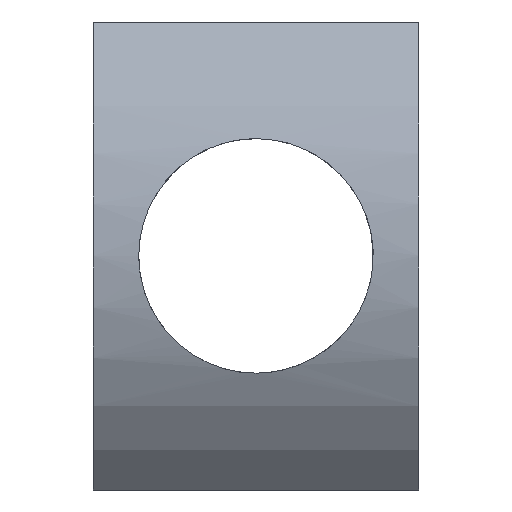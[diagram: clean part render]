
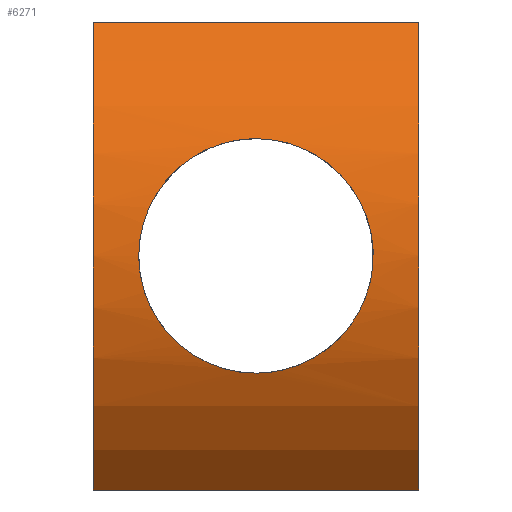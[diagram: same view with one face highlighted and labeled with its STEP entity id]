
A CAD part, top view. The second image highlights one B-rep face of the part: STEP entity #6271.
In plain terms, the highlighted cylindrical face has radius 127 mm (diameter 254 mm), a partial arc.
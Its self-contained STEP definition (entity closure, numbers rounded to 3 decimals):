
#481=LINE('',#11395,#975);
#608=LINE('',#12397,#1102);
#975=VECTOR('',#7249,10.);
#1102=VECTOR('',#7710,10.);
#1255=FACE_BOUND('',#2060,.T.);
#1356=CYLINDRICAL_SURFACE('',#6739,127.);
#1686=FACE_OUTER_BOUND('',#2059,.T.);
#2059=EDGE_LOOP('',(#5818,#5819,#5820,#5821));
#2060=EDGE_LOOP('',(#5822,#5823));
#2199=CIRCLE('',#6703,127.);
#2201=CIRCLE('',#6722,127.);
#2314=B_SPLINE_CURVE_WITH_KNOTS('',3,(#10128,#10129,#10130,#10131,#10132,
#10133,#10134,#10135,#10136,#10137,#10138,#10139,#10140,#10141,#10142,#10143,
#10144,#10145),.UNSPECIFIED.,.F.,.F.,(4,2,2,2,2,2,2,2,4),(0.,0.856,
1.712,2.568,3.424,4.279,5.134,
5.99,6.845),.UNSPECIFIED.);
#2315=B_SPLINE_CURVE_WITH_KNOTS('',3,(#10146,#10147,#10148,#10149,#10150,
#10151,#10152,#10153,#10154,#10155,#10156,#10157,#10158,#10159,#10160,#10161,
#10162,#10163,#10164,#10165,#10166,#10167,#10168,#10169,#10170,#10171,#10172,
#10173,#10174,#10175,#10176,#10177,#10178,#10179,#10180,#10181,#10182,#10183,
#10184,#10185,#10186,#10187,#10188,#10189,#10190,#10191,#10192,#10193,#10194,
#10195),.UNSPECIFIED.,.F.,.F.,(4,2,2,2,2,2,2,2,2,2,2,2,2,2,2,2,2,2,2,2,
2,2,2,2,4),(6.845,7.701,8.556,9.411,
10.267,11.123,11.979,12.834,13.69,
14.546,15.402,16.258,17.114,17.969,
18.825,19.68,20.536,21.391,22.246,
23.102,23.957,24.813,25.669,26.525,
27.381),.UNSPECIFIED.);
#2541=VERTEX_POINT('',#10125);
#2542=VERTEX_POINT('',#10127);
#2789=VERTEX_POINT('',#11392);
#2790=VERTEX_POINT('',#11394);
#2928=VERTEX_POINT('',#12394);
#2929=VERTEX_POINT('',#12396);
#3163=EDGE_CURVE('',#2542,#2541,#2314,.T.);
#3164=EDGE_CURVE('',#2541,#2542,#2315,.T.);
#3525=EDGE_CURVE('',#2790,#2789,#481,.T.);
#3759=EDGE_CURVE('',#2928,#2929,#608,.T.);
#3921=EDGE_CURVE('',#2929,#2789,#2199,.T.);
#3951=EDGE_CURVE('',#2928,#2790,#2201,.T.);
#5818=ORIENTED_EDGE('',*,*,#3951,.T.);
#5819=ORIENTED_EDGE('',*,*,#3525,.T.);
#5820=ORIENTED_EDGE('',*,*,#3921,.F.);
#5821=ORIENTED_EDGE('',*,*,#3759,.F.);
#5822=ORIENTED_EDGE('',*,*,#3163,.T.);
#5823=ORIENTED_EDGE('',*,*,#3164,.T.);
#6271=ADVANCED_FACE('',(#1686,#1255),#1356,.T.);
#6703=AXIS2_PLACEMENT_3D('',#13219,#8031,#8032);
#6722=AXIS2_PLACEMENT_3D('',#13281,#8097,#8098);
#6739=AXIS2_PLACEMENT_3D('',#13314,#8142,#8143);
#7249=DIRECTION('',(1.,0.,0.));
#7710=DIRECTION('',(1.,0.,0.));
#8031=DIRECTION('center_axis',(1.,0.,0.));
#8032=DIRECTION('ref_axis',(0.,1.,0.));
#8097=DIRECTION('center_axis',(1.,0.,0.));
#8098=DIRECTION('ref_axis',(0.,1.,0.));
#8142=DIRECTION('center_axis',(1.,0.,0.));
#8143=DIRECTION('ref_axis',(0.,1.,0.));
#10125=CARTESIAN_POINT('',(17.5,0.,127.));
#10127=CARTESIAN_POINT('',(62.5,-45.,118.76));
#10128=CARTESIAN_POINT('Ctrl Pts',(62.5,-45.,118.76));
#10129=CARTESIAN_POINT('Ctrl Pts',(59.647,-45.,118.76));
#10130=CARTESIAN_POINT('Ctrl Pts',(56.705,-44.724,118.866));
#10131=CARTESIAN_POINT('Ctrl Pts',(50.871,-43.573,119.293));
#10132=CARTESIAN_POINT('Ctrl Pts',(47.978,-42.698,119.613));
#10133=CARTESIAN_POINT('Ctrl Pts',(42.443,-40.394,120.411));
#10134=CARTESIAN_POINT('Ctrl Pts',(39.796,-38.964,120.887));
#10135=CARTESIAN_POINT('Ctrl Pts',(34.907,-35.669,121.9));
#10136=CARTESIAN_POINT('Ctrl Pts',(32.665,-33.804,122.436));
#10137=CARTESIAN_POINT('Ctrl Pts',(28.697,-29.837,123.462));
#10138=CARTESIAN_POINT('Ctrl Pts',(26.832,-27.595,123.991));
#10139=CARTESIAN_POINT('Ctrl Pts',(23.536,-22.705,124.979));
#10140=CARTESIAN_POINT('Ctrl Pts',(22.106,-20.058,125.437));
#10141=CARTESIAN_POINT('Ctrl Pts',(19.802,-14.521,126.198));
#10142=CARTESIAN_POINT('Ctrl Pts',(18.926,-11.627,126.5));
#10143=CARTESIAN_POINT('Ctrl Pts',(17.775,-5.792,126.902));
#10144=CARTESIAN_POINT('Ctrl Pts',(17.5,-2.851,127.));
#10145=CARTESIAN_POINT('Ctrl Pts',(17.5,0.,127.));
#10146=CARTESIAN_POINT('Ctrl Pts',(17.5,0.,127.));
#10147=CARTESIAN_POINT('Ctrl Pts',(17.5,2.851,127.));
#10148=CARTESIAN_POINT('Ctrl Pts',(17.775,5.792,126.902));
#10149=CARTESIAN_POINT('Ctrl Pts',(18.926,11.627,126.5));
#10150=CARTESIAN_POINT('Ctrl Pts',(19.802,14.521,126.198));
#10151=CARTESIAN_POINT('Ctrl Pts',(22.106,20.058,125.437));
#10152=CARTESIAN_POINT('Ctrl Pts',(23.536,22.705,124.979));
#10153=CARTESIAN_POINT('Ctrl Pts',(26.832,27.595,123.991));
#10154=CARTESIAN_POINT('Ctrl Pts',(28.697,29.837,123.462));
#10155=CARTESIAN_POINT('Ctrl Pts',(32.665,33.804,122.436));
#10156=CARTESIAN_POINT('Ctrl Pts',(34.907,35.669,121.9));
#10157=CARTESIAN_POINT('Ctrl Pts',(39.796,38.964,120.887));
#10158=CARTESIAN_POINT('Ctrl Pts',(42.443,40.394,120.411));
#10159=CARTESIAN_POINT('Ctrl Pts',(47.978,42.698,119.613));
#10160=CARTESIAN_POINT('Ctrl Pts',(50.871,43.573,119.293));
#10161=CARTESIAN_POINT('Ctrl Pts',(56.705,44.724,118.866));
#10162=CARTESIAN_POINT('Ctrl Pts',(59.647,45.,118.76));
#10163=CARTESIAN_POINT('Ctrl Pts',(65.353,45.,118.76));
#10164=CARTESIAN_POINT('Ctrl Pts',(68.295,44.724,118.866));
#10165=CARTESIAN_POINT('Ctrl Pts',(74.129,43.573,119.293));
#10166=CARTESIAN_POINT('Ctrl Pts',(77.022,42.698,119.613));
#10167=CARTESIAN_POINT('Ctrl Pts',(82.557,40.394,120.411));
#10168=CARTESIAN_POINT('Ctrl Pts',(85.204,38.964,120.887));
#10169=CARTESIAN_POINT('Ctrl Pts',(90.093,35.669,121.9));
#10170=CARTESIAN_POINT('Ctrl Pts',(92.335,33.804,122.436));
#10171=CARTESIAN_POINT('Ctrl Pts',(96.303,29.837,123.462));
#10172=CARTESIAN_POINT('Ctrl Pts',(98.168,27.595,123.991));
#10173=CARTESIAN_POINT('Ctrl Pts',(101.464,22.705,124.979));
#10174=CARTESIAN_POINT('Ctrl Pts',(102.894,20.058,125.437));
#10175=CARTESIAN_POINT('Ctrl Pts',(105.198,14.521,126.198));
#10176=CARTESIAN_POINT('Ctrl Pts',(106.074,11.627,126.5));
#10177=CARTESIAN_POINT('Ctrl Pts',(107.225,5.792,126.902));
#10178=CARTESIAN_POINT('Ctrl Pts',(107.5,2.851,127.));
#10179=CARTESIAN_POINT('Ctrl Pts',(107.5,-2.851,127.));
#10180=CARTESIAN_POINT('Ctrl Pts',(107.225,-5.792,126.902));
#10181=CARTESIAN_POINT('Ctrl Pts',(106.074,-11.627,126.5));
#10182=CARTESIAN_POINT('Ctrl Pts',(105.198,-14.521,126.198));
#10183=CARTESIAN_POINT('Ctrl Pts',(102.894,-20.058,125.437));
#10184=CARTESIAN_POINT('Ctrl Pts',(101.464,-22.705,124.979));
#10185=CARTESIAN_POINT('Ctrl Pts',(98.168,-27.595,123.991));
#10186=CARTESIAN_POINT('Ctrl Pts',(96.303,-29.837,123.462));
#10187=CARTESIAN_POINT('Ctrl Pts',(92.335,-33.804,122.436));
#10188=CARTESIAN_POINT('Ctrl Pts',(90.093,-35.669,121.9));
#10189=CARTESIAN_POINT('Ctrl Pts',(85.204,-38.964,120.887));
#10190=CARTESIAN_POINT('Ctrl Pts',(82.557,-40.394,120.411));
#10191=CARTESIAN_POINT('Ctrl Pts',(77.022,-42.698,119.613));
#10192=CARTESIAN_POINT('Ctrl Pts',(74.129,-43.573,119.293));
#10193=CARTESIAN_POINT('Ctrl Pts',(68.295,-44.724,118.866));
#10194=CARTESIAN_POINT('Ctrl Pts',(65.353,-45.,118.76));
#10195=CARTESIAN_POINT('Ctrl Pts',(62.5,-45.,118.76));
#11392=CARTESIAN_POINT('',(125.,-89.803,89.803));
#11394=CARTESIAN_POINT('',(0.,-89.803,89.803));
#11395=CARTESIAN_POINT('',(0.,-89.803,89.803));
#12394=CARTESIAN_POINT('',(0.,89.803,89.803));
#12396=CARTESIAN_POINT('',(125.,89.803,89.803));
#12397=CARTESIAN_POINT('',(0.,89.803,89.803));
#13219=CARTESIAN_POINT('Origin',(125.,0.,0.));
#13281=CARTESIAN_POINT('Origin',(0.,0.,0.));
#13314=CARTESIAN_POINT('Origin',(0.,0.,0.));
